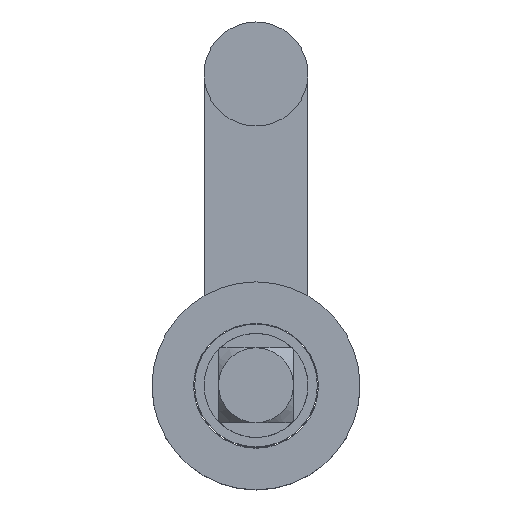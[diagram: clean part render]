
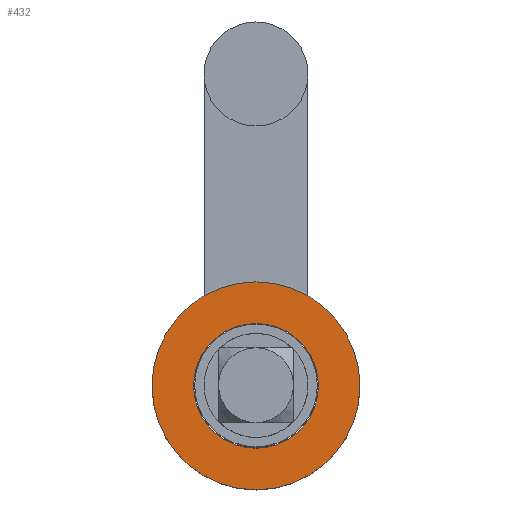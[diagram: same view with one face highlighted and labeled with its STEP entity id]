
A CAD part, top view. The second image highlights one B-rep face of the part: STEP entity #432.
In plain terms, the highlighted planar face has unit normal (0, 0, 1).
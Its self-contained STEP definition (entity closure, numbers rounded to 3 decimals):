
#71=PLANE('',#475);
#91=FACE_BOUND('',#140,.T.);
#106=FACE_OUTER_BOUND('',#139,.T.);
#139=EDGE_LOOP('',(#312));
#140=EDGE_LOOP('',(#313));
#184=CIRCLE('',#476,10.);
#185=CIRCLE('',#477,6.);
#213=VERTEX_POINT('',#684);
#214=VERTEX_POINT('',#686);
#254=EDGE_CURVE('',#213,#213,#184,.T.);
#255=EDGE_CURVE('',#214,#214,#185,.T.);
#312=ORIENTED_EDGE('',*,*,#254,.F.);
#313=ORIENTED_EDGE('',*,*,#255,.T.);
#432=ADVANCED_FACE('',(#106,#91),#71,.F.);
#475=AXIS2_PLACEMENT_3D('',#683,#542,#543);
#476=AXIS2_PLACEMENT_3D('',#685,#544,#545);
#477=AXIS2_PLACEMENT_3D('',#687,#546,#547);
#542=DIRECTION('center_axis',(0.,0.,-1.));
#543=DIRECTION('ref_axis',(-1.,0.,0.));
#544=DIRECTION('center_axis',(0.,0.,-1.));
#545=DIRECTION('ref_axis',(-1.,0.,0.));
#546=DIRECTION('center_axis',(0.,0.,-1.));
#547=DIRECTION('ref_axis',(-1.,0.,0.));
#683=CARTESIAN_POINT('Origin',(0.,0.,5.5));
#684=CARTESIAN_POINT('',(10.,0.,5.5));
#685=CARTESIAN_POINT('Origin',(0.,0.,5.5));
#686=CARTESIAN_POINT('',(6.,0.,5.5));
#687=CARTESIAN_POINT('Origin',(0.,0.,5.5));
